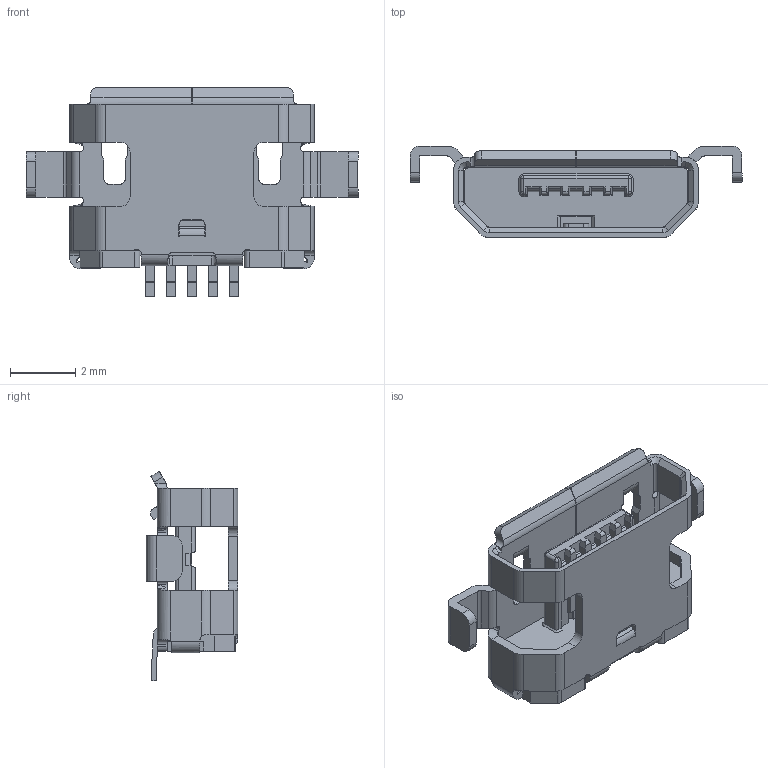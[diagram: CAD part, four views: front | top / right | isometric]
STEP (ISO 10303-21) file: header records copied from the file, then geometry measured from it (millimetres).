
FILE_DESCRIPTION( ( 'STEP AP214' ), '1' );
FILE_NAME( 'USB3155-30-A.stp', '2021-06-29T03:49:58', ( 'License CC BY-ND 4.0' ), ( 'CADENAS' ), ' ', 'PARTsolutions', ' ' );
FILE_SCHEMA( ( 'AUTOMOTIVE_DESIGN { 1 0 10303 214 1 1 1 1 }' ) );
Length unit declared in the file: millimetre
Products named in the file (3): USB3155-30-A; ÊäÈë1
Assembly tree (2 placements, depth 2):
  USB3155-30-A
    ÊäÈë1
    ÊäÈë1
Bounding box: 10.18 x 2.81 x 6.42 mm (x, y, z)
Volume: 42.8 mm3; surface area: 276.1 mm2
Topology: 2 solids, 2 shells, 663 faces, 1868 edges, 1214 vertices
Faces by surface type: plane 456, cylinder 172, bspline 25, cone 10
Entity records: 27665 total; most frequent: CARTESIAN_POINT 5201, ORIENTED_EDGE 3736, DIRECTION 3363, EDGE_CURVE 1868, LINE 1461, VECTOR 1461, VERTEX_POINT 1214, AXIS2_PLACEMENT_3D 951
